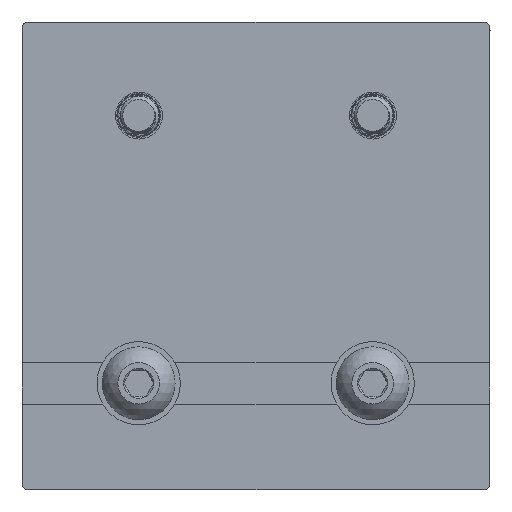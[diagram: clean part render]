
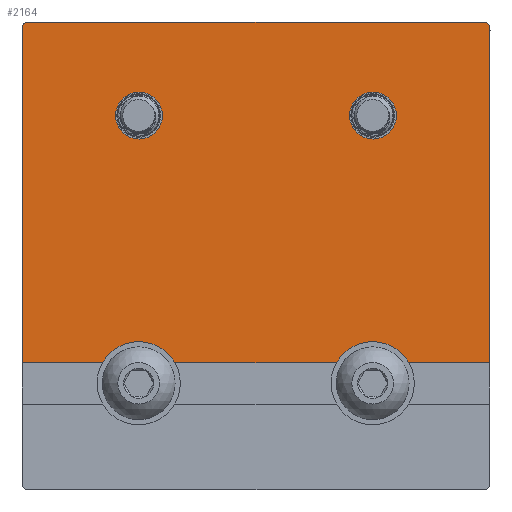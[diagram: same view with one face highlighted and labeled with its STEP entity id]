
A CAD part, left-side view. The second image highlights one B-rep face of the part: STEP entity #2164.
In plain terms, the highlighted planar face has unit normal (-1, 0, 0).
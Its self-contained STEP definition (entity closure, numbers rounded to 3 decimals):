
#101=B_SPLINE_CURVE_WITH_KNOTS('',3,(#8172,#8173,#8174,#8175,#8176,#8177,
#8178),.UNSPECIFIED.,.F.,.F.,(4,3,4),(0.,0.084,0.197),
 .UNSPECIFIED.);
#103=B_SPLINE_CURVE_WITH_KNOTS('',3,(#8255,#8256,#8257,#8258,#8259,#8260,
#8261,#8262,#8263,#8264,#8265,#8266),.UNSPECIFIED.,.F.,.F.,(4,2,2,2,2,4),
(0.,0.049,0.098,0.146,0.172,
0.197),.UNSPECIFIED.);
#247=FACE_BOUND('',#518,.T.);
#248=FACE_BOUND('',#519,.T.);
#278=PLANE('',#2365);
#389=FACE_OUTER_BOUND('',#517,.T.);
#517=EDGE_LOOP('',(#1868,#1869,#1870,#1871,#1872,#1873,#1874,#1875,#1876,
#1877));
#518=EDGE_LOOP('',(#1878));
#519=EDGE_LOOP('',(#1879));
#632=LINE('',#8243,#760);
#637=LINE('',#8253,#765);
#638=LINE('',#8268,#766);
#639=LINE('',#8270,#767);
#640=LINE('',#8274,#768);
#641=LINE('',#8277,#769);
#760=VECTOR('',#2779,65.508);
#765=VECTOR('',#2786,90.);
#766=VECTOR('',#2787,65.508);
#767=VECTOR('',#2788,20.422);
#768=VECTOR('',#2791,40.844);
#769=VECTOR('',#2794,20.422);
#837=CIRCLE('',#2366,4.5);
#838=CIRCLE('',#2367,4.5);
#839=CIRCLE('',#2368,4.5);
#840=CIRCLE('',#2369,4.5);
#1016=VERTEX_POINT('',#8108);
#1017=VERTEX_POINT('',#8171);
#1018=VERTEX_POINT('',#8242);
#1022=VERTEX_POINT('',#8252);
#1023=VERTEX_POINT('',#8254);
#1024=VERTEX_POINT('',#8267);
#1025=VERTEX_POINT('',#8269);
#1026=VERTEX_POINT('',#8271);
#1027=VERTEX_POINT('',#8273);
#1028=VERTEX_POINT('',#8275);
#1029=VERTEX_POINT('',#8278);
#1030=VERTEX_POINT('',#8280);
#1305=EDGE_CURVE('',#1016,#1017,#101,.T.);
#1307=EDGE_CURVE('',#1017,#1018,#632,.T.);
#1312=EDGE_CURVE('',#1016,#1022,#637,.T.);
#1313=EDGE_CURVE('',#1023,#1022,#103,.T.);
#1314=EDGE_CURVE('',#1024,#1023,#638,.T.);
#1315=EDGE_CURVE('',#1025,#1024,#639,.T.);
#1316=EDGE_CURVE('',#1025,#1026,#837,.T.);
#1317=EDGE_CURVE('',#1027,#1026,#640,.T.);
#1318=EDGE_CURVE('',#1027,#1028,#838,.T.);
#1319=EDGE_CURVE('',#1018,#1028,#641,.T.);
#1320=EDGE_CURVE('',#1029,#1029,#839,.T.);
#1321=EDGE_CURVE('',#1030,#1030,#840,.T.);
#1868=ORIENTED_EDGE('',*,*,#1305,.F.);
#1869=ORIENTED_EDGE('',*,*,#1312,.T.);
#1870=ORIENTED_EDGE('',*,*,#1313,.F.);
#1871=ORIENTED_EDGE('',*,*,#1314,.F.);
#1872=ORIENTED_EDGE('',*,*,#1315,.F.);
#1873=ORIENTED_EDGE('',*,*,#1316,.T.);
#1874=ORIENTED_EDGE('',*,*,#1317,.F.);
#1875=ORIENTED_EDGE('',*,*,#1318,.T.);
#1876=ORIENTED_EDGE('',*,*,#1319,.F.);
#1877=ORIENTED_EDGE('',*,*,#1307,.F.);
#1878=ORIENTED_EDGE('',*,*,#1320,.T.);
#1879=ORIENTED_EDGE('',*,*,#1321,.T.);
#2164=ADVANCED_FACE('',(#389,#247,#248),#278,.T.);
#2365=AXIS2_PLACEMENT_3D('',#8251,#2784,#2785);
#2366=AXIS2_PLACEMENT_3D('',#8272,#2789,#2790);
#2367=AXIS2_PLACEMENT_3D('',#8276,#2792,#2793);
#2368=AXIS2_PLACEMENT_3D('',#8279,#2795,#2796);
#2369=AXIS2_PLACEMENT_3D('',#8281,#2797,#2798);
#2779=DIRECTION('',(0.,0.,-1.));
#2784=DIRECTION('center_axis',(-1.,0.,0.));
#2785=DIRECTION('ref_axis',(0.,0.,1.));
#2786=DIRECTION('',(0.,1.,0.));
#2787=DIRECTION('',(0.,0.,1.));
#2788=DIRECTION('',(0.,1.,0.));
#2789=DIRECTION('center_axis',(1.,0.,0.));
#2790=DIRECTION('ref_axis',(0.,-1.,0.));
#2791=DIRECTION('',(0.,1.,0.));
#2792=DIRECTION('center_axis',(1.,0.,0.));
#2793=DIRECTION('ref_axis',(0.,-1.,0.));
#2794=DIRECTION('',(0.,1.,0.));
#2795=DIRECTION('center_axis',(1.,0.,0.));
#2796=DIRECTION('ref_axis',(0.,-1.,0.));
#2797=DIRECTION('center_axis',(1.,0.,0.));
#2798=DIRECTION('ref_axis',(0.,-1.,0.));
#8108=CARTESIAN_POINT('',(-886.354,24.69,657.566));
#8171=CARTESIAN_POINT('',(-886.354,23.44,656.316));
#8172=CARTESIAN_POINT('Ctrl Pts',(-886.354,24.69,657.566));
#8173=CARTESIAN_POINT('Ctrl Pts',(-886.354,24.41,657.566));
#8174=CARTESIAN_POINT('Ctrl Pts',(-886.354,24.129,657.468));
#8175=CARTESIAN_POINT('Ctrl Pts',(-886.354,23.911,657.293));
#8176=CARTESIAN_POINT('Ctrl Pts',(-886.354,23.62,657.06));
#8177=CARTESIAN_POINT('Ctrl Pts',(-886.354,23.44,656.69));
#8178=CARTESIAN_POINT('Ctrl Pts',(-886.354,23.44,656.316));
#8242=CARTESIAN_POINT('',(-886.354,23.44,592.057));
#8243=CARTESIAN_POINT('',(-886.354,23.44,657.566));
#8251=CARTESIAN_POINT('Origin',(-886.354,23.44,592.057));
#8252=CARTESIAN_POINT('',(-886.354,112.19,657.566));
#8253=CARTESIAN_POINT('',(-886.354,23.44,657.566));
#8254=CARTESIAN_POINT('',(-886.354,113.44,656.316));
#8255=CARTESIAN_POINT('Ctrl Pts',(-886.354,113.44,656.316));
#8256=CARTESIAN_POINT('Ctrl Pts',(-886.354,113.44,656.479));
#8257=CARTESIAN_POINT('Ctrl Pts',(-886.354,113.409,656.64));
#8258=CARTESIAN_POINT('Ctrl Pts',(-886.354,113.285,656.941));
#8259=CARTESIAN_POINT('Ctrl Pts',(-886.354,113.194,657.078));
#8260=CARTESIAN_POINT('Ctrl Pts',(-886.354,112.966,657.31));
#8261=CARTESIAN_POINT('Ctrl Pts',(-886.354,112.83,657.402));
#8262=CARTESIAN_POINT('Ctrl Pts',(-886.354,112.603,657.499));
#8263=CARTESIAN_POINT('Ctrl Pts',(-886.354,112.523,657.524));
#8264=CARTESIAN_POINT('Ctrl Pts',(-886.354,112.358,657.557));
#8265=CARTESIAN_POINT('Ctrl Pts',(-886.354,112.274,657.566));
#8266=CARTESIAN_POINT('Ctrl Pts',(-886.354,112.19,657.566));
#8267=CARTESIAN_POINT('',(-886.354,113.44,592.057));
#8268=CARTESIAN_POINT('',(-886.354,113.44,592.057));
#8269=CARTESIAN_POINT('',(-886.354,93.018,592.057));
#8270=CARTESIAN_POINT('',(-886.354,93.018,592.057));
#8271=CARTESIAN_POINT('',(-886.354,88.862,592.057));
#8272=CARTESIAN_POINT('Origin',(-886.354,90.94,588.066));
#8273=CARTESIAN_POINT('',(-886.354,48.018,592.057));
#8274=CARTESIAN_POINT('',(-886.354,48.018,592.057));
#8275=CARTESIAN_POINT('',(-886.354,43.862,592.057));
#8276=CARTESIAN_POINT('Origin',(-886.354,45.94,588.066));
#8277=CARTESIAN_POINT('',(-886.354,23.44,592.057));
#8278=CARTESIAN_POINT('',(-886.354,50.44,639.566));
#8279=CARTESIAN_POINT('Origin',(-886.354,45.94,639.566));
#8280=CARTESIAN_POINT('',(-886.354,95.44,639.566));
#8281=CARTESIAN_POINT('Origin',(-886.354,90.94,639.566));
